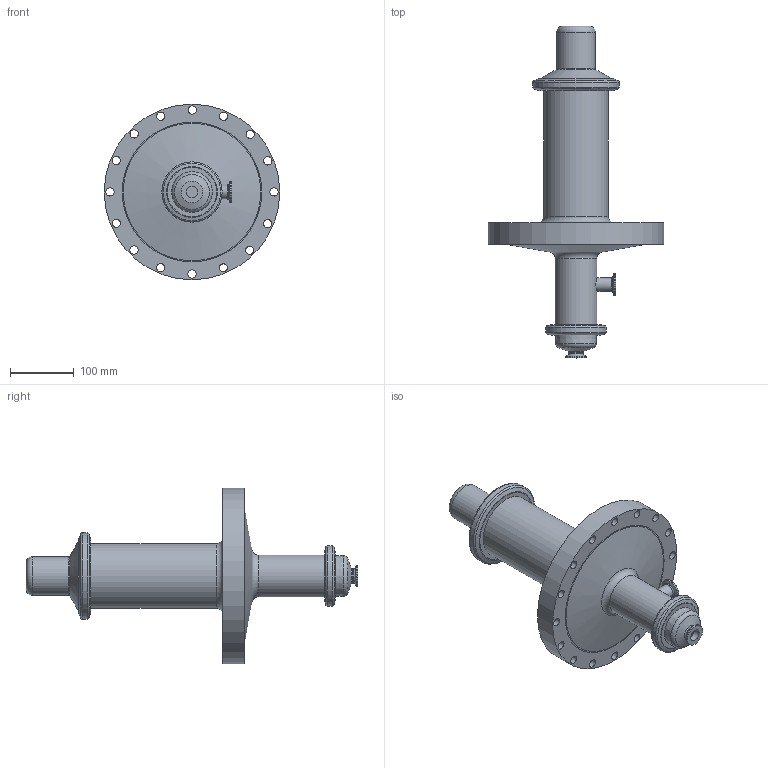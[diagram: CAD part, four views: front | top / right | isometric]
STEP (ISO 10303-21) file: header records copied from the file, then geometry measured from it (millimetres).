
FILE_DESCRIPTION(/* description */ (''),/* implementation_level */ '2;1');
FILE_NAME(/* name */ 'PSRV-04-2022.stp',/* time_stamp */ '2024-04-03T10:28:08+09:00',/* author */ ('autocad33'),/* organization */ (''),/* preprocessor_version */ 'ST-DEVELOPER v19.2',/* originating_system */ 'Autodesk Inventor 2023',/* authorisation */ '');
FILE_SCHEMA (('AUTOMOTIVE_DESIGN { 1 0 10303 214 3 1 1 }'));
Length unit declared in the file: millimetre
Products named in the file (1): PSRV-04-2022
Bounding box: 275 x 520.13 x 275 mm (x, y, z)
Volume: 4941632.8 mm3; surface area: 305371.4 mm2
Topology: 1 solids, 2 shells, 71 faces, 184 edges, 123 vertices
Faces by surface type: cylinder 27, torus 20, cone 12, plane 11, sphere 1
Full cylindrical faces by diameter (mm): 12.331 x1, 13 x15, 18.4 x2, 21.699 x1, 22.4 x1, 60.5 x1, 65.5 x1, 94.555 x1, 101.6 x1, 109 x1, 135 x1, 275 x1
Entity records: 2389 total; most frequent: DIRECTION 462, CARTESIAN_POINT 412, ORIENTED_EDGE 364, AXIS2_PLACEMENT_3D 211, EDGE_CURVE 182, CIRCLE 139, VERTEX_POINT 123, EDGE_LOOP 111
